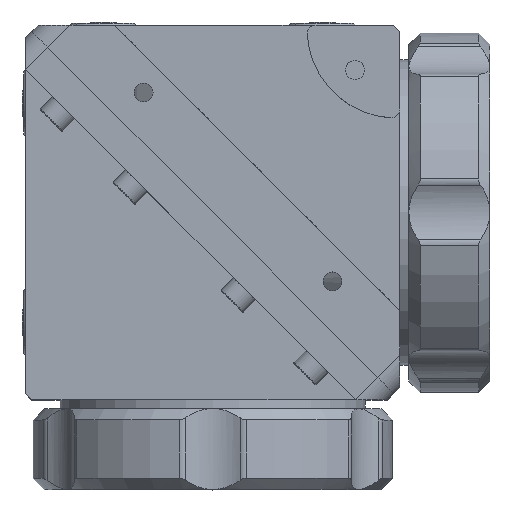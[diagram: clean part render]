
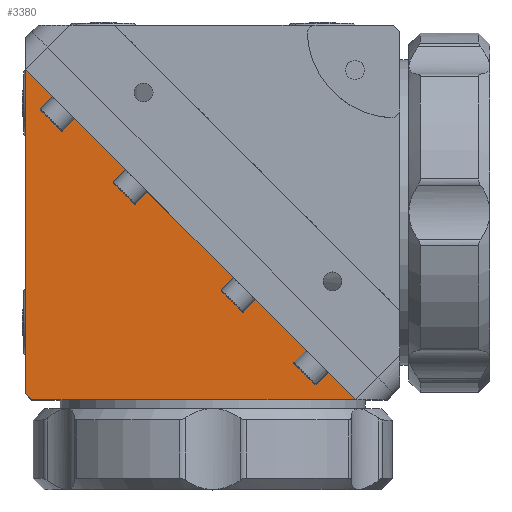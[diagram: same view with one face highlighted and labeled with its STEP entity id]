
A CAD part, top view. The second image highlights one B-rep face of the part: STEP entity #3380.
In plain terms, the highlighted planar face has unit normal (0, 0, 1).
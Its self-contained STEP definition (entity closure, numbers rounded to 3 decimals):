
#134 = CARTESIAN_POINT ( 'NONE',  ( 41.682, -41.682, 34. ) ) ;
#143 = CARTESIAN_POINT ( 'NONE',  ( -41.682, 31.783, 34. ) ) ;
#152 = EDGE_CURVE ( 'NONE', #11478, #5343, #3131, .T. ) ;
#371 = VERTEX_POINT ( 'NONE', #5094 ) ;
#1075 = CARTESIAN_POINT ( 'NONE',  ( -41.682, -40.268, 34. ) ) ;
#2335 = LINE ( 'NONE', #13323, #8043 ) ;
#2705 = AXIS2_PLACEMENT_3D ( 'NONE', #14281, #10130, #6071 ) ;
#3131 = LINE ( 'NONE', #11057, #3281 ) ;
#3259 = ORIENTED_EDGE ( 'NONE', *, *, #10753, .F. ) ;
#3281 = VECTOR ( 'NONE', #8624, 1000. ) ;
#3380 = ADVANCED_FACE ( 'NONE', ( #15730 ), #16906, .T. ) ;
#4473 = DIRECTION ( 'NONE',  ( -1., 0., 0. ) ) ;
#4824 = VECTOR ( 'NONE', #8898, 1000. ) ;
#5094 = CARTESIAN_POINT ( 'NONE',  ( -41.682, -40.268, 34. ) ) ;
#5343 = VERTEX_POINT ( 'NONE', #16334 ) ;
#5515 = VERTEX_POINT ( 'NONE', #10607 ) ;
#6071 = DIRECTION ( 'NONE',  ( 1., 0., 0. ) ) ;
#6334 = ORIENTED_EDGE ( 'NONE', *, *, #152, .F. ) ;
#6716 = VERTEX_POINT ( 'NONE', #143 ) ;
#6811 = ORIENTED_EDGE ( 'NONE', *, *, #13462, .F. ) ;
#6830 = LINE ( 'NONE', #134, #15200 ) ;
#7194 = VECTOR ( 'NONE', #13328, 1000. ) ;
#8043 = VECTOR ( 'NONE', #11974, 1000. ) ;
#8624 = DIRECTION ( 'NONE',  ( -1., 0., 0. ) ) ;
#8898 = DIRECTION ( 'NONE',  ( 0., 1., 0. ) ) ;
#9982 = ORIENTED_EDGE ( 'NONE', *, *, #15391, .T. ) ;
#10130 = DIRECTION ( 'NONE',  ( 0., 0., 1. ) ) ;
#10245 = LINE ( 'NONE', #12772, #4824 ) ;
#10607 = CARTESIAN_POINT ( 'NONE',  ( 31.783, -41.682, 34. ) ) ;
#10753 = EDGE_CURVE ( 'NONE', #6716, #5515, #2335, .T. ) ;
#11057 = CARTESIAN_POINT ( 'NONE',  ( 41.682, -41.682, 34. ) ) ;
#11478 = VERTEX_POINT ( 'NONE', #13171 ) ;
#11974 = DIRECTION ( 'NONE',  ( 0.707, -0.707, 0. ) ) ;
#12346 = LINE ( 'NONE', #1075, #7194 ) ;
#12772 = CARTESIAN_POINT ( 'NONE',  ( -41.682, -41.682, 34. ) ) ;
#13171 = CARTESIAN_POINT ( 'NONE',  ( 0., -41.682, 34. ) ) ;
#13295 = EDGE_CURVE ( 'NONE', #5515, #11478, #6830, .T. ) ;
#13323 = CARTESIAN_POINT ( 'NONE',  ( 31.783, -41.682, 34. ) ) ;
#13328 = DIRECTION ( 'NONE',  ( 0.707, -0.707, 0. ) ) ;
#13462 = EDGE_CURVE ( 'NONE', #371, #6716, #10245, .T. ) ;
#14281 = CARTESIAN_POINT ( 'NONE',  ( 0., 0., 34. ) ) ;
#15200 = VECTOR ( 'NONE', #4473, 1000. ) ;
#15310 = EDGE_LOOP ( 'NONE', ( #16489, #3259, #6811, #9982, #6334 ) ) ;
#15391 = EDGE_CURVE ( 'NONE', #371, #5343, #12346, .T. ) ;
#15730 = FACE_OUTER_BOUND ( 'NONE', #15310, .T. ) ;
#16334 = CARTESIAN_POINT ( 'NONE',  ( -40.268, -41.682, 34. ) ) ;
#16489 = ORIENTED_EDGE ( 'NONE', *, *, #13295, .F. ) ;
#16906 = PLANE ( 'NONE',  #2705 ) ;
